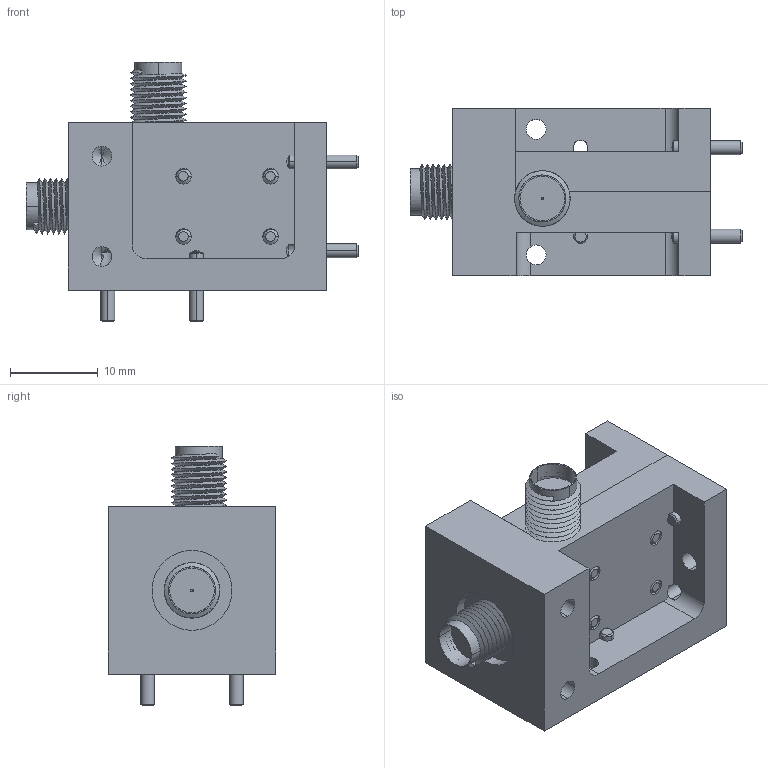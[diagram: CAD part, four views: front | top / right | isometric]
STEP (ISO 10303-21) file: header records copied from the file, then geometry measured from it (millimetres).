
FILE_DESCRIPTION (( 'STEP AP203' ), '1' );
FILE_NAME ('SFB-15-E2.STEP', '2020-07-29T22:34:14', ( '' ), ( '' ), 'SwSTEP 2.0', 'SolidWorks 2020', '' );
FILE_SCHEMA (( 'CONFIG_CONTROL_DESIGN' ));
Products named in the file (1): SFB-15-E2
Bounding box: 37.79 x 19.05 x 29.56 mm (x, y, z)
Volume: 7613.2 mm3; surface area: 6750.8 mm2
Topology: 14 solids, 14 shells, 827 faces, 2155 edges, 1343 vertices
Faces by surface type: cylinder 466, cone 191, plane 158, bspline 12
Entity records: 33431 total; most frequent: CARTESIAN_POINT 14890, ORIENTED_EDGE 4234, DIRECTION 3526, EDGE_CURVE 2117, VERTEX_POINT 1343, AXIS2_PLACEMENT_3D 1315, EDGE_LOOP 902, VECTOR 896
